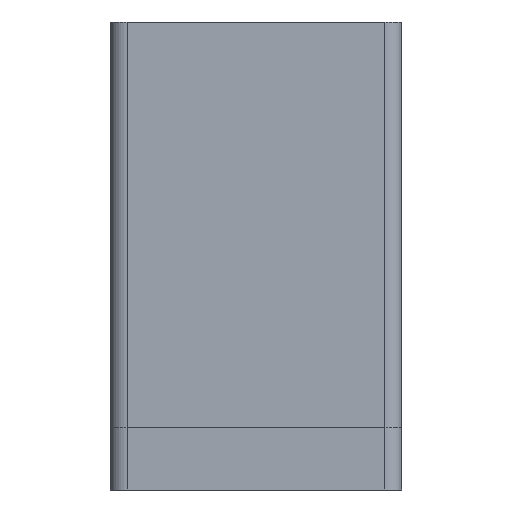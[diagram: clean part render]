
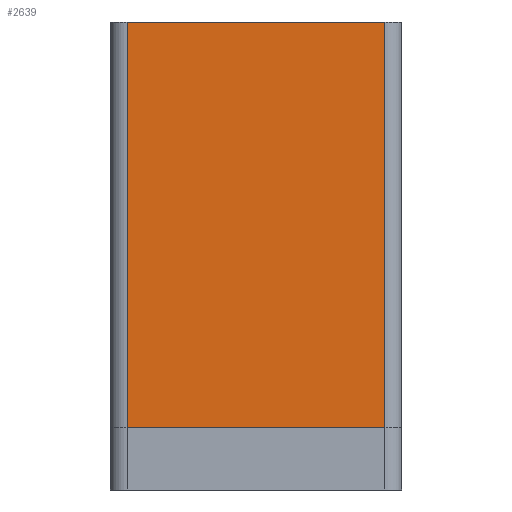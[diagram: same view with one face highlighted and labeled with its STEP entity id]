
A CAD part, left-side view. The second image highlights one B-rep face of the part: STEP entity #2639.
In plain terms, the highlighted planar face has unit normal (-1, 0, 0).
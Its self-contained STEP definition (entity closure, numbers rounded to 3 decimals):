
#766 = PLANE('',#767);
#767 = AXIS2_PLACEMENT_3D('',#768,#769,#770);
#768 = CARTESIAN_POINT('',(-7.,7.,3.));
#769 = DIRECTION('',(0.,0.,1.));
#770 = DIRECTION('',(1.,0.,0.));
#1441 = CYLINDRICAL_SURFACE('',#1442,0.8);
#1442 = AXIS2_PLACEMENT_3D('',#1443,#1444,#1445);
#1443 = CARTESIAN_POINT('',(7.8,6.2,3.));
#1444 = DIRECTION('',(0.,0.,1.));
#1445 = DIRECTION('',(-0.,1.,0.));
#1469 = PLANE('',#1470);
#1470 = AXIS2_PLACEMENT_3D('',#1471,#1472,#1473);
#1471 = CARTESIAN_POINT('',(7.,7.,22.5));
#1472 = DIRECTION('',(0.,0.,1.));
#1473 = DIRECTION('',(1.,0.,0.));
#1743 = VERTEX_POINT('',#1744);
#1744 = CARTESIAN_POINT('',(7.,-6.2,3.));
#1763 = CYLINDRICAL_SURFACE('',#1764,0.8);
#1764 = AXIS2_PLACEMENT_3D('',#1765,#1766,#1767);
#1765 = CARTESIAN_POINT('',(7.8,-6.2,3.));
#1766 = DIRECTION('',(0.,0.,1.));
#1767 = DIRECTION('',(0.,-1.,0.));
#1775 = EDGE_CURVE('',#1776,#1743,#1778,.T.);
#1776 = VERTEX_POINT('',#1777);
#1777 = CARTESIAN_POINT('',(7.,6.2,3.));
#1778 = SURFACE_CURVE('',#1779,(#1783,#1790),.PCURVE_S1.);
#1779 = LINE('',#1780,#1781);
#1780 = CARTESIAN_POINT('',(7.,7.,3.));
#1781 = VECTOR('',#1782,1.);
#1782 = DIRECTION('',(0.,-1.,0.));
#1783 = PCURVE('',#766,#1784);
#1784 = DEFINITIONAL_REPRESENTATION('',(#1785),#1789);
#1785 = LINE('',#1786,#1787);
#1786 = CARTESIAN_POINT('',(14.,0.));
#1787 = VECTOR('',#1788,1.);
#1788 = DIRECTION('',(0.,-1.));
#1789 = ( GEOMETRIC_REPRESENTATION_CONTEXT(2) 
PARAMETRIC_REPRESENTATION_CONTEXT() REPRESENTATION_CONTEXT('2D SPACE',''
  ) );
#1790 = PCURVE('',#1791,#1796);
#1791 = PLANE('',#1792);
#1792 = AXIS2_PLACEMENT_3D('',#1793,#1794,#1795);
#1793 = CARTESIAN_POINT('',(7.,-7.,0.));
#1794 = DIRECTION('',(-1.,0.,0.));
#1795 = DIRECTION('',(0.,1.,0.));
#1796 = DEFINITIONAL_REPRESENTATION('',(#1797),#1801);
#1797 = LINE('',#1798,#1799);
#1798 = CARTESIAN_POINT('',(14.,-3.));
#1799 = VECTOR('',#1800,1.);
#1800 = DIRECTION('',(-1.,0.));
#1801 = ( GEOMETRIC_REPRESENTATION_CONTEXT(2) 
PARAMETRIC_REPRESENTATION_CONTEXT() REPRESENTATION_CONTEXT('2D SPACE',''
  ) );
#2385 = EDGE_CURVE('',#1776,#2386,#2388,.T.);
#2386 = VERTEX_POINT('',#2387);
#2387 = CARTESIAN_POINT('',(7.,6.2,22.5));
#2388 = SURFACE_CURVE('',#2389,(#2393,#2400),.PCURVE_S1.);
#2389 = LINE('',#2390,#2391);
#2390 = CARTESIAN_POINT('',(7.,6.2,3.));
#2391 = VECTOR('',#2392,1.);
#2392 = DIRECTION('',(0.,0.,1.));
#2393 = PCURVE('',#1441,#2394);
#2394 = DEFINITIONAL_REPRESENTATION('',(#2395),#2399);
#2395 = LINE('',#2396,#2397);
#2396 = CARTESIAN_POINT('',(1.571,0.));
#2397 = VECTOR('',#2398,1.);
#2398 = DIRECTION('',(0.,1.));
#2399 = ( GEOMETRIC_REPRESENTATION_CONTEXT(2) 
PARAMETRIC_REPRESENTATION_CONTEXT() REPRESENTATION_CONTEXT('2D SPACE',''
  ) );
#2400 = PCURVE('',#1791,#2401);
#2401 = DEFINITIONAL_REPRESENTATION('',(#2402),#2406);
#2402 = LINE('',#2403,#2404);
#2403 = CARTESIAN_POINT('',(13.2,-3.));
#2404 = VECTOR('',#2405,1.);
#2405 = DIRECTION('',(0.,-1.));
#2406 = ( GEOMETRIC_REPRESENTATION_CONTEXT(2) 
PARAMETRIC_REPRESENTATION_CONTEXT() REPRESENTATION_CONTEXT('2D SPACE',''
  ) );
#2490 = EDGE_CURVE('',#2491,#2386,#2493,.T.);
#2491 = VERTEX_POINT('',#2492);
#2492 = CARTESIAN_POINT('',(7.,-6.2,22.5));
#2493 = SURFACE_CURVE('',#2494,(#2498,#2505),.PCURVE_S1.);
#2494 = LINE('',#2495,#2496);
#2495 = CARTESIAN_POINT('',(7.,-7.,22.5));
#2496 = VECTOR('',#2497,1.);
#2497 = DIRECTION('',(0.,1.,0.));
#2498 = PCURVE('',#1469,#2499);
#2499 = DEFINITIONAL_REPRESENTATION('',(#2500),#2504);
#2500 = LINE('',#2501,#2502);
#2501 = CARTESIAN_POINT('',(0.,-14.));
#2502 = VECTOR('',#2503,1.);
#2503 = DIRECTION('',(0.,1.));
#2504 = ( GEOMETRIC_REPRESENTATION_CONTEXT(2) 
PARAMETRIC_REPRESENTATION_CONTEXT() REPRESENTATION_CONTEXT('2D SPACE',''
  ) );
#2505 = PCURVE('',#1791,#2506);
#2506 = DEFINITIONAL_REPRESENTATION('',(#2507),#2511);
#2507 = LINE('',#2508,#2509);
#2508 = CARTESIAN_POINT('',(0.,-22.5));
#2509 = VECTOR('',#2510,1.);
#2510 = DIRECTION('',(1.,0.));
#2511 = ( GEOMETRIC_REPRESENTATION_CONTEXT(2) 
PARAMETRIC_REPRESENTATION_CONTEXT() REPRESENTATION_CONTEXT('2D SPACE',''
  ) );
#2639 = ADVANCED_FACE('',(#2640),#1791,.T.);
#2640 = FACE_BOUND('',#2641,.T.);
#2641 = EDGE_LOOP('',(#2642,#2643,#2664,#2665));
#2642 = ORIENTED_EDGE('',*,*,#1775,.T.);
#2643 = ORIENTED_EDGE('',*,*,#2644,.T.);
#2644 = EDGE_CURVE('',#1743,#2491,#2645,.T.);
#2645 = SURFACE_CURVE('',#2646,(#2650,#2657),.PCURVE_S1.);
#2646 = LINE('',#2647,#2648);
#2647 = CARTESIAN_POINT('',(7.,-6.2,3.));
#2648 = VECTOR('',#2649,1.);
#2649 = DIRECTION('',(0.,0.,1.));
#2650 = PCURVE('',#1791,#2651);
#2651 = DEFINITIONAL_REPRESENTATION('',(#2652),#2656);
#2652 = LINE('',#2653,#2654);
#2653 = CARTESIAN_POINT('',(0.8,-3.));
#2654 = VECTOR('',#2655,1.);
#2655 = DIRECTION('',(0.,-1.));
#2656 = ( GEOMETRIC_REPRESENTATION_CONTEXT(2) 
PARAMETRIC_REPRESENTATION_CONTEXT() REPRESENTATION_CONTEXT('2D SPACE',''
  ) );
#2657 = PCURVE('',#1763,#2658);
#2658 = DEFINITIONAL_REPRESENTATION('',(#2659),#2663);
#2659 = LINE('',#2660,#2661);
#2660 = CARTESIAN_POINT('',(-1.571,0.));
#2661 = VECTOR('',#2662,1.);
#2662 = DIRECTION('',(-0.,1.));
#2663 = ( GEOMETRIC_REPRESENTATION_CONTEXT(2) 
PARAMETRIC_REPRESENTATION_CONTEXT() REPRESENTATION_CONTEXT('2D SPACE',''
  ) );
#2664 = ORIENTED_EDGE('',*,*,#2490,.T.);
#2665 = ORIENTED_EDGE('',*,*,#2385,.F.);
